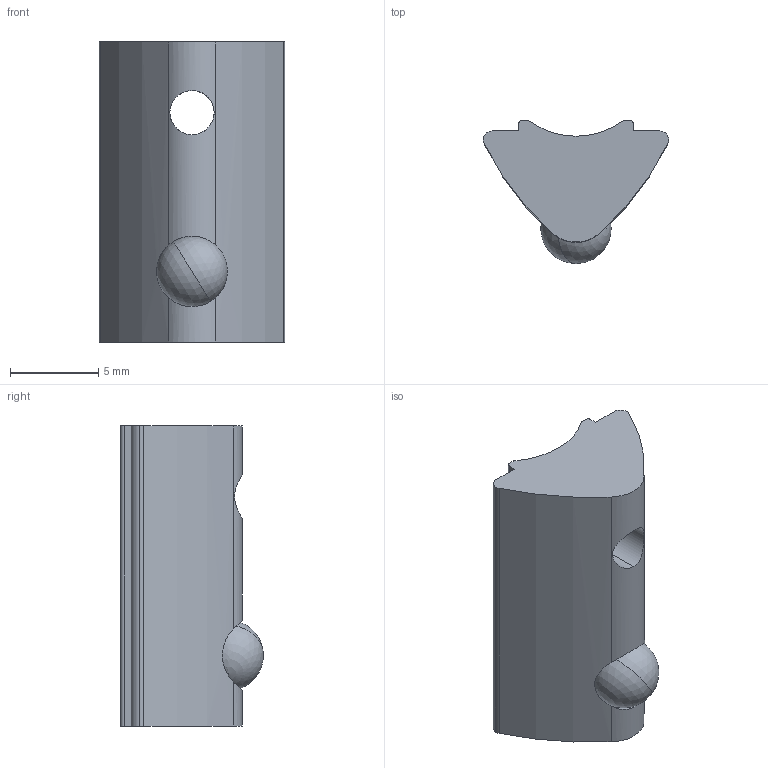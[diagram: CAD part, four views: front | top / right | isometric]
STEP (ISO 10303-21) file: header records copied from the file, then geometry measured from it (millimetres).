
FILE_DESCRIPTION (( 'STEP AP214' ), '1' );
FILE_NAME ('096553.step', '2017-05-11T09:40:57', ( '' ), ( '' ), 'SwSTEP 2.0', 'SolidWorks 2016', '' );
FILE_SCHEMA (( 'AUTOMOTIVE_DESIGN' ));
Length unit declared in the file: millimetre
Products named in the file (4): 340me081; 340me083_Feder belastet; 096556__096553; 096553
Assembly tree (3 placements, depth 2):
  096553
    096556__096553
    340me083_Feder belastet
    340me081
Bounding box: 10.5 x 8.1 x 17 mm (x, y, z)
Volume: 717 mm3; surface area: 743.5 mm2
Topology: 3 solids, 3 shells, 38 faces, 104 edges, 66 vertices
Faces by surface type: cylinder 16, plane 10, torus 6, cone 2, bspline 2, sphere 2
Entity records: 1871 total; most frequent: CARTESIAN_POINT 770, DIRECTION 209, ORIENTED_EDGE 194, EDGE_CURVE 97, AXIS2_PLACEMENT_3D 86, VERTEX_POINT 63, CIRCLE 44, EDGE_LOOP 42
